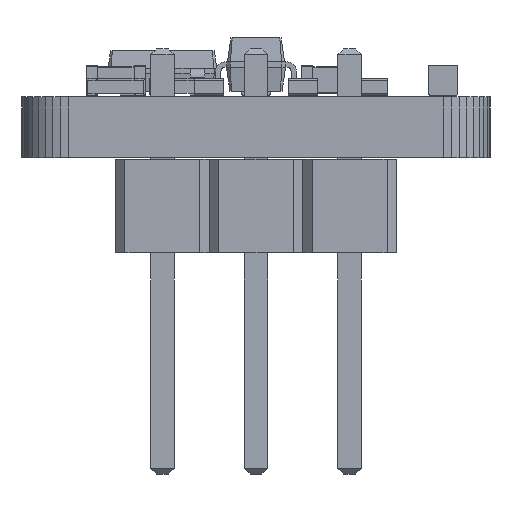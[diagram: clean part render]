
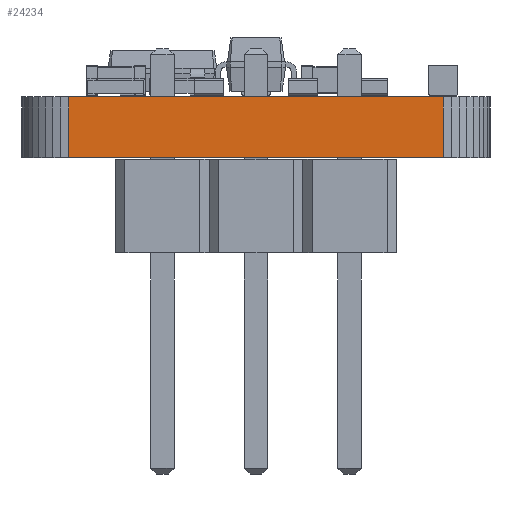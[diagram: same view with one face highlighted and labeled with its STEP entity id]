
A CAD part, left-side view. The second image highlights one B-rep face of the part: STEP entity #24234.
In plain terms, the highlighted planar face has unit normal (-1, 0, 0).
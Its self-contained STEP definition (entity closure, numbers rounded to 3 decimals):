
#21202 = PLANE('',#21203);
#21203 = AXIS2_PLACEMENT_3D('',#21204,#21205,#21206);
#21204 = CARTESIAN_POINT('',(1.27,0.,1.646));
#21205 = DIRECTION('',(-0.,-0.,-1.));
#21206 = DIRECTION('',(-1.,0.,0.));
#21256 = PLANE('',#21257);
#21257 = AXIS2_PLACEMENT_3D('',#21258,#21259,#21260);
#21258 = CARTESIAN_POINT('',(1.27,0.,0.));
#21259 = DIRECTION('',(-0.,-0.,-1.));
#21260 = DIRECTION('',(-1.,0.,0.));
#22121 = VERTEX_POINT('',#22122);
#22122 = CARTESIAN_POINT('',(-9.525,-5.08,0.));
#22136 = PLANE('',#22137);
#22137 = AXIS2_PLACEMENT_3D('',#22138,#22139,#22140);
#22138 = CARTESIAN_POINT('',(-9.506,-5.301,0.));
#22139 = DIRECTION('',(-0.996,-0.087,0.));
#22140 = DIRECTION('',(-0.087,0.996,0.));
#22148 = EDGE_CURVE('',#22121,#22149,#22151,.T.);
#22149 = VERTEX_POINT('',#22150);
#22150 = CARTESIAN_POINT('',(-9.525,5.08,0.));
#22151 = SURFACE_CURVE('',#22152,(#22156,#22163),.PCURVE_S1.);
#22152 = LINE('',#22153,#22154);
#22153 = CARTESIAN_POINT('',(-9.525,-5.08,0.));
#22154 = VECTOR('',#22155,1.);
#22155 = DIRECTION('',(0.,1.,0.));
#22156 = PCURVE('',#21256,#22157);
#22157 = DEFINITIONAL_REPRESENTATION('',(#22158),#22162);
#22158 = LINE('',#22159,#22160);
#22159 = CARTESIAN_POINT('',(10.795,-5.08));
#22160 = VECTOR('',#22161,1.);
#22161 = DIRECTION('',(0.,1.));
#22162 = ( GEOMETRIC_REPRESENTATION_CONTEXT(2) 
PARAMETRIC_REPRESENTATION_CONTEXT() REPRESENTATION_CONTEXT('2D SPACE',''
  ) );
#22163 = PCURVE('',#22164,#22169);
#22164 = PLANE('',#22165);
#22165 = AXIS2_PLACEMENT_3D('',#22166,#22167,#22168);
#22166 = CARTESIAN_POINT('',(-9.525,-5.08,0.));
#22167 = DIRECTION('',(-1.,0.,0.));
#22168 = DIRECTION('',(0.,1.,0.));
#22169 = DEFINITIONAL_REPRESENTATION('',(#22170),#22174);
#22170 = LINE('',#22171,#22172);
#22171 = CARTESIAN_POINT('',(0.,0.));
#22172 = VECTOR('',#22173,1.);
#22173 = DIRECTION('',(1.,0.));
#22174 = ( GEOMETRIC_REPRESENTATION_CONTEXT(2) 
PARAMETRIC_REPRESENTATION_CONTEXT() REPRESENTATION_CONTEXT('2D SPACE',''
  ) );
#22192 = PLANE('',#22193);
#22193 = AXIS2_PLACEMENT_3D('',#22194,#22195,#22196);
#22194 = CARTESIAN_POINT('',(-9.525,5.08,0.));
#22195 = DIRECTION('',(-0.996,0.087,0.));
#22196 = DIRECTION('',(0.087,0.996,0.));
#23241 = VERTEX_POINT('',#23242);
#23242 = CARTESIAN_POINT('',(-9.525,-5.08,1.646));
#23263 = EDGE_CURVE('',#23241,#23264,#23266,.T.);
#23264 = VERTEX_POINT('',#23265);
#23265 = CARTESIAN_POINT('',(-9.525,5.08,1.646));
#23266 = SURFACE_CURVE('',#23267,(#23271,#23278),.PCURVE_S1.);
#23267 = LINE('',#23268,#23269);
#23268 = CARTESIAN_POINT('',(-9.525,-5.08,1.646));
#23269 = VECTOR('',#23270,1.);
#23270 = DIRECTION('',(0.,1.,0.));
#23271 = PCURVE('',#21202,#23272);
#23272 = DEFINITIONAL_REPRESENTATION('',(#23273),#23277);
#23273 = LINE('',#23274,#23275);
#23274 = CARTESIAN_POINT('',(10.795,-5.08));
#23275 = VECTOR('',#23276,1.);
#23276 = DIRECTION('',(0.,1.));
#23277 = ( GEOMETRIC_REPRESENTATION_CONTEXT(2) 
PARAMETRIC_REPRESENTATION_CONTEXT() REPRESENTATION_CONTEXT('2D SPACE',''
  ) );
#23278 = PCURVE('',#22164,#23279);
#23279 = DEFINITIONAL_REPRESENTATION('',(#23280),#23284);
#23280 = LINE('',#23281,#23282);
#23281 = CARTESIAN_POINT('',(0.,-1.646));
#23282 = VECTOR('',#23283,1.);
#23283 = DIRECTION('',(1.,0.));
#23284 = ( GEOMETRIC_REPRESENTATION_CONTEXT(2) 
PARAMETRIC_REPRESENTATION_CONTEXT() REPRESENTATION_CONTEXT('2D SPACE',''
  ) );
#24184 = EDGE_CURVE('',#22149,#23264,#24185,.T.);
#24185 = SURFACE_CURVE('',#24186,(#24190,#24197),.PCURVE_S1.);
#24186 = LINE('',#24187,#24188);
#24187 = CARTESIAN_POINT('',(-9.525,5.08,0.));
#24188 = VECTOR('',#24189,1.);
#24189 = DIRECTION('',(0.,0.,1.));
#24190 = PCURVE('',#22192,#24191);
#24191 = DEFINITIONAL_REPRESENTATION('',(#24192),#24196);
#24192 = LINE('',#24193,#24194);
#24193 = CARTESIAN_POINT('',(0.,0.));
#24194 = VECTOR('',#24195,1.);
#24195 = DIRECTION('',(0.,-1.));
#24196 = ( GEOMETRIC_REPRESENTATION_CONTEXT(2) 
PARAMETRIC_REPRESENTATION_CONTEXT() REPRESENTATION_CONTEXT('2D SPACE',''
  ) );
#24197 = PCURVE('',#22164,#24198);
#24198 = DEFINITIONAL_REPRESENTATION('',(#24199),#24203);
#24199 = LINE('',#24200,#24201);
#24200 = CARTESIAN_POINT('',(10.16,0.));
#24201 = VECTOR('',#24202,1.);
#24202 = DIRECTION('',(0.,-1.));
#24203 = ( GEOMETRIC_REPRESENTATION_CONTEXT(2) 
PARAMETRIC_REPRESENTATION_CONTEXT() REPRESENTATION_CONTEXT('2D SPACE',''
  ) );
#24234 = ADVANCED_FACE('',(#24235),#22164,.T.);
#24235 = FACE_BOUND('',#24236,.T.);
#24236 = EDGE_LOOP('',(#24237,#24258,#24259,#24260));
#24237 = ORIENTED_EDGE('',*,*,#24238,.T.);
#24238 = EDGE_CURVE('',#22121,#23241,#24239,.T.);
#24239 = SURFACE_CURVE('',#24240,(#24244,#24251),.PCURVE_S1.);
#24240 = LINE('',#24241,#24242);
#24241 = CARTESIAN_POINT('',(-9.525,-5.08,0.));
#24242 = VECTOR('',#24243,1.);
#24243 = DIRECTION('',(0.,0.,1.));
#24244 = PCURVE('',#22164,#24245);
#24245 = DEFINITIONAL_REPRESENTATION('',(#24246),#24250);
#24246 = LINE('',#24247,#24248);
#24247 = CARTESIAN_POINT('',(0.,0.));
#24248 = VECTOR('',#24249,1.);
#24249 = DIRECTION('',(0.,-1.));
#24250 = ( GEOMETRIC_REPRESENTATION_CONTEXT(2) 
PARAMETRIC_REPRESENTATION_CONTEXT() REPRESENTATION_CONTEXT('2D SPACE',''
  ) );
#24251 = PCURVE('',#22136,#24252);
#24252 = DEFINITIONAL_REPRESENTATION('',(#24253),#24257);
#24253 = LINE('',#24254,#24255);
#24254 = CARTESIAN_POINT('',(0.221,0.));
#24255 = VECTOR('',#24256,1.);
#24256 = DIRECTION('',(0.,-1.));
#24257 = ( GEOMETRIC_REPRESENTATION_CONTEXT(2) 
PARAMETRIC_REPRESENTATION_CONTEXT() REPRESENTATION_CONTEXT('2D SPACE',''
  ) );
#24258 = ORIENTED_EDGE('',*,*,#23263,.T.);
#24259 = ORIENTED_EDGE('',*,*,#24184,.F.);
#24260 = ORIENTED_EDGE('',*,*,#22148,.F.);
